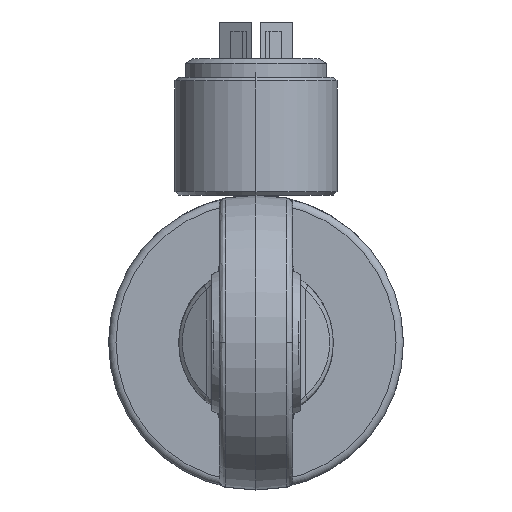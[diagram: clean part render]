
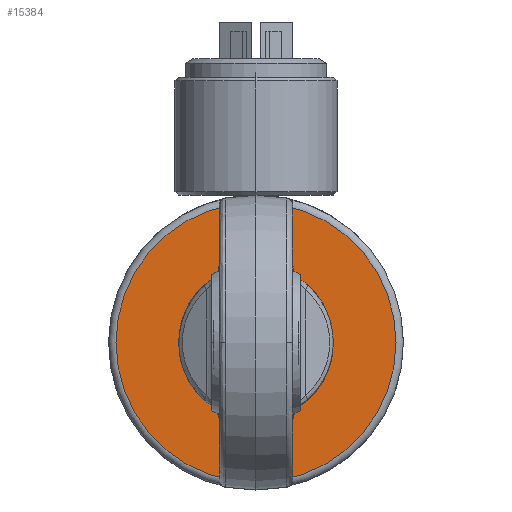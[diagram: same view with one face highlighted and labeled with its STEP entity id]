
A CAD part, left-side view. The second image highlights one B-rep face of the part: STEP entity #15384.
In plain terms, the highlighted planar face has unit normal (-1, 0, 0).
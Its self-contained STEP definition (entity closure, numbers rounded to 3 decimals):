
#669 = VERTEX_POINT ( 'NONE', #1569 ) ;
#1117 = CARTESIAN_POINT ( 'NONE',  ( -7., 0., 19. ) ) ;
#1569 = CARTESIAN_POINT ( 'NONE',  ( -7., 0., 2. ) ) ;
#1770 = DIRECTION ( 'NONE',  ( 0., 0., 1. ) ) ;
#2192 = CIRCLE ( 'NONE', #15906, 2. ) ;
#2382 = ORIENTED_EDGE ( 'NONE', *, *, #13299, .T. ) ;
#4048 = ORIENTED_EDGE ( 'NONE', *, *, #15593, .T. ) ;
#4775 = CIRCLE ( 'NONE', #11269, 19. ) ;
#5074 = AXIS2_PLACEMENT_3D ( 'NONE', #1117, #7804, #13565 ) ;
#5113 = PLANE ( 'NONE',  #5074 ) ;
#5896 = CIRCLE ( 'NONE', #16432, 2. ) ;
#6429 = DIRECTION ( 'NONE',  ( 1., 0., 0. ) ) ;
#7331 = EDGE_CURVE ( 'NONE', #12598, #669, #5896, .T. ) ;
#7448 = DIRECTION ( 'NONE',  ( -1., 0., 0. ) ) ;
#7575 = AXIS2_PLACEMENT_3D ( 'NONE', #16306, #10681, #13676 ) ;
#7804 = DIRECTION ( 'NONE',  ( -1., 0., 0. ) ) ;
#8335 = VERTEX_POINT ( 'NONE', #13816 ) ;
#9462 = FACE_OUTER_BOUND ( 'NONE', #16067, .T. ) ;
#9931 = CARTESIAN_POINT ( 'NONE',  ( -7., 0., -2. ) ) ;
#10188 = EDGE_CURVE ( 'NONE', #16761, #8335, #16912, .T. ) ;
#10681 = DIRECTION ( 'NONE',  ( -1., 0., 0. ) ) ;
#10697 = CARTESIAN_POINT ( 'NONE',  ( -7., 0., 19. ) ) ;
#11269 = AXIS2_PLACEMENT_3D ( 'NONE', #11700, #7448, #1770 ) ;
#11700 = CARTESIAN_POINT ( 'NONE',  ( -7., 0., 0. ) ) ;
#12052 = FACE_BOUND ( 'NONE', #16917, .T. ) ;
#12598 = VERTEX_POINT ( 'NONE', #9931 ) ;
#12891 = DIRECTION ( 'NONE',  ( 1., 0., 0. ) ) ;
#13214 = ORIENTED_EDGE ( 'NONE', *, *, #10188, .T. ) ;
#13299 = EDGE_CURVE ( 'NONE', #8335, #16761, #4775, .T. ) ;
#13334 = DIRECTION ( 'NONE',  ( 0., 0., -1. ) ) ;
#13565 = DIRECTION ( 'NONE',  ( 0., 0., 1. ) ) ;
#13676 = DIRECTION ( 'NONE',  ( 0., 0., 1. ) ) ;
#13816 = CARTESIAN_POINT ( 'NONE',  ( -7., 0., -19. ) ) ;
#14231 = CARTESIAN_POINT ( 'NONE',  ( -7., 0., 0. ) ) ;
#14409 = DIRECTION ( 'NONE',  ( 0., 0., -1. ) ) ;
#15384 = ADVANCED_FACE ( 'NONE', ( #9462, #12052 ), #5113, .T. ) ;
#15593 = EDGE_CURVE ( 'NONE', #669, #12598, #2192, .T. ) ;
#15906 = AXIS2_PLACEMENT_3D ( 'NONE', #14231, #12891, #14409 ) ;
#16067 = EDGE_LOOP ( 'NONE', ( #13214, #2382 ) ) ;
#16125 = CARTESIAN_POINT ( 'NONE',  ( -7., 0., 0. ) ) ;
#16306 = CARTESIAN_POINT ( 'NONE',  ( -7., 0., 0. ) ) ;
#16432 = AXIS2_PLACEMENT_3D ( 'NONE', #16125, #6429, #13334 ) ;
#16761 = VERTEX_POINT ( 'NONE', #10697 ) ;
#16912 = CIRCLE ( 'NONE', #7575, 19. ) ;
#16917 = EDGE_LOOP ( 'NONE', ( #17173, #4048 ) ) ;
#17173 = ORIENTED_EDGE ( 'NONE', *, *, #7331, .T. ) ;
